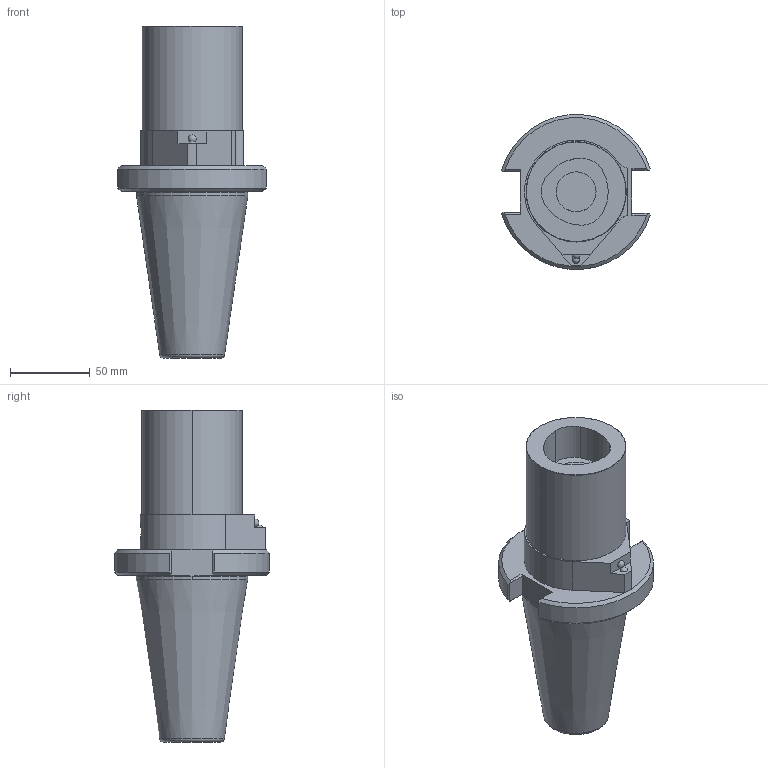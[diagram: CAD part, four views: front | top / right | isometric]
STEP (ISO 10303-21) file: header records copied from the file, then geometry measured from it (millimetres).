
FILE_DESCRIPTION(/* description */ (''),/* implementation_level */ '2;1');
FILE_NAME(/* name */ '10000903738nxv000_01_214.stp',/* time_stamp */ '2022-01-26T15:21:10+01:00',/* author */ (''),/* organization */ (''),/* preprocessor_version */ 'ST-DEVELOPER v16.7',/* originating_system */ 'SIEMENS PLM Software NX 12.0',/* authorisation */ '');
FILE_SCHEMA (('AUTOMOTIVE_DESIGN { 1 0 10303 214 3 1 1 1 }'));
Length unit declared in the file: millimetre
Products named in the file (1): 10000903738nxv000_01
Bounding box: 93.25 x 97.15 x 208.6 mm (x, y, z)
Volume: 619871 mm3; surface area: 55533.2 mm2
Topology: 1 solids, 1 shells, 66 faces, 164 edges, 107 vertices
Faces by surface type: plane 34, cylinder 20, cone 7, torus 3, sphere 2
Full cylindrical faces by diameter (mm): 12 x1
Entity records: 2464 total; most frequent: CARTESIAN_POINT 435, DIRECTION 321, ORIENTED_EDGE 318, EDGE_CURVE 159, AXIS2_PLACEMENT_3D 121, VERTEX_POINT 105, LINE 79, VECTOR 79
